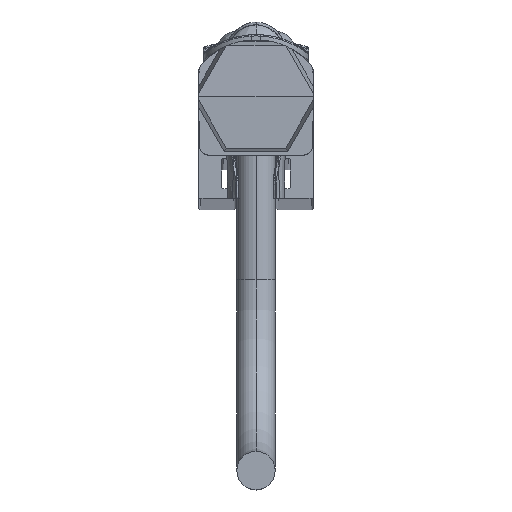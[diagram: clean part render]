
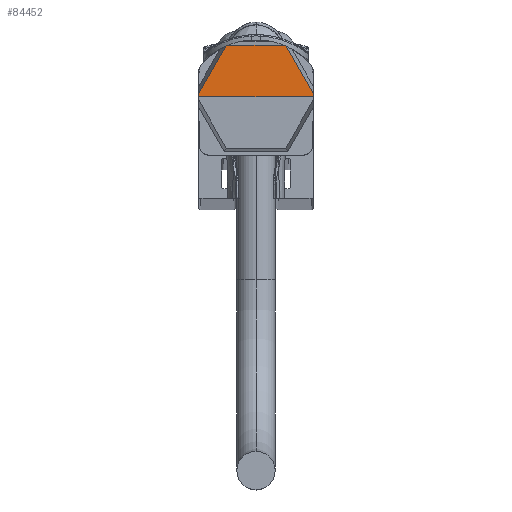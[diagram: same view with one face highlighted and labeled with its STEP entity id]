
A CAD part, top view. The second image highlights one B-rep face of the part: STEP entity #84452.
In plain terms, the highlighted planar face has unit normal (0, 0.018, 1).
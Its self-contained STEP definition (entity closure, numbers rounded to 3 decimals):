
#33585=CARTESIAN_POINT('',(3.161,7.618,351.658));
#33618=CARTESIAN_POINT('',(2.928,7.722,351.656));
#33619=CARTESIAN_POINT('',(3.006,7.689,351.657));
#33620=CARTESIAN_POINT('',(3.084,7.654,351.657));
#33621=CARTESIAN_POINT('',(3.161,7.618,351.658));
#33623=DIRECTION('',(-0.497,0.868,-0.015));
#33624=VECTOR('',#33623,5.7);
#33625=CARTESIAN_POINT('',(5.994,2.673,351.744));
#33626=LINE('',#33625,#33624);
#33627=DIRECTION('',(-0.017,1.,-0.017));
#33628=VECTOR('',#33627,0.323);
#33629=CARTESIAN_POINT('',(6.,2.35,351.75));
#33630=LINE('',#33629,#33628);
#33631=DIRECTION('',(1.,0.,0.));
#33632=VECTOR('',#33631,12.);
#33633=CARTESIAN_POINT('',(-6.,2.35,351.75));
#33634=LINE('',#33633,#33632);
#33635=DIRECTION('',(0.017,1.,-0.017));
#33636=VECTOR('',#33635,0.323);
#33637=CARTESIAN_POINT('',(-6.,2.35,351.75));
#33638=LINE('',#33637,#33636);
#33639=DIRECTION('',(-0.497,-0.868,0.015));
#33640=VECTOR('',#33639,5.7);
#33641=CARTESIAN_POINT('',(-3.161,7.618,
351.658));
#33642=LINE('',#33641,#33640);
#33643=CARTESIAN_POINT('',(-3.161,7.618,
351.658));
#33644=CARTESIAN_POINT('',(-3.084,7.654,
351.657));
#33645=CARTESIAN_POINT('',(-3.006,7.689,
351.657));
#33646=CARTESIAN_POINT('',(-2.927,7.722,
351.656));
#33648=DIRECTION('',(-1.,0.,0.));
#33649=VECTOR('',#33648,5.855);
#33650=CARTESIAN_POINT('',(2.928,7.722,351.656));
#33651=LINE('',#33650,#33649);
#35388=CARTESIAN_POINT('',(2.928,7.722,351.656));
#35394=CARTESIAN_POINT('',(-2.927,7.722,
351.656));
#35404=CARTESIAN_POINT('',(-3.161,7.618,
351.658));
#38031=CARTESIAN_POINT('',(-6.,2.35,351.75));
#38032=VERTEX_POINT('',#38031);
#38033=CARTESIAN_POINT('',(6.,2.35,351.75));
#38034=VERTEX_POINT('',#38033);
#38043=VERTEX_POINT('',#33585);
#38046=CARTESIAN_POINT('',(5.994,2.673,351.744));
#38048=VERTEX_POINT('',#38046);
#38049=VERTEX_POINT('',#35404);
#38052=CARTESIAN_POINT('',(-5.994,2.673,
351.744));
#38054=VERTEX_POINT('',#38052);
#38059=VERTEX_POINT('',#35388);
#38061=VERTEX_POINT('',#35394);
#84432=CARTESIAN_POINT('',(-6.64,2.35,351.75));
#84433=DIRECTION('',(0.,0.017,1.));
#84434=DIRECTION('',(1.,0.,0.));
#84435=AXIS2_PLACEMENT_3D('',#84432,#84433,#84434);
#84436=PLANE('',#84435);
#84437=ORIENTED_EDGE('',*,*,#84393,.T.);
#84438=ORIENTED_EDGE('',*,*,#84380,.F.);
#84439=ORIENTED_EDGE('',*,*,#84365,.F.);
#84441=ORIENTED_EDGE('',*,*,#84440,.F.);
#84443=ORIENTED_EDGE('',*,*,#84442,.T.);
#84445=ORIENTED_EDGE('',*,*,#84444,.F.);
#84447=ORIENTED_EDGE('',*,*,#84446,.T.);
#84449=ORIENTED_EDGE('',*,*,#84448,.F.);
#84450=EDGE_LOOP('',(#84437,#84438,#84439,#84441,#84443,#84445,#84447,#84449));
#84451=FACE_OUTER_BOUND('',#84450,.F.);
#84452=ADVANCED_FACE('',(#84451),#84436,.T.);
#33622=B_SPLINE_CURVE_WITH_KNOTS('',3,(#33618,#33619,#33620,#33621),
.UNSPECIFIED.,.F.,.F.,(4,4),(0.,1.),.UNSPECIFIED.);
#33647=B_SPLINE_CURVE_WITH_KNOTS('',3,(#33643,#33644,#33645,#33646),
.UNSPECIFIED.,.F.,.F.,(4,4),(0.,1.),.UNSPECIFIED.);
#84365=EDGE_CURVE('',#38034,#38048,#33630,.T.);
#84380=EDGE_CURVE('',#38048,#38043,#33626,.T.);
#84393=EDGE_CURVE('',#38059,#38043,#33622,.T.);
#84440=EDGE_CURVE('',#38032,#38034,#33634,.T.);
#84442=EDGE_CURVE('',#38032,#38054,#33638,.T.);
#84444=EDGE_CURVE('',#38049,#38054,#33642,.T.);
#84446=EDGE_CURVE('',#38049,#38061,#33647,.T.);
#84448=EDGE_CURVE('',#38059,#38061,#33651,.T.);
